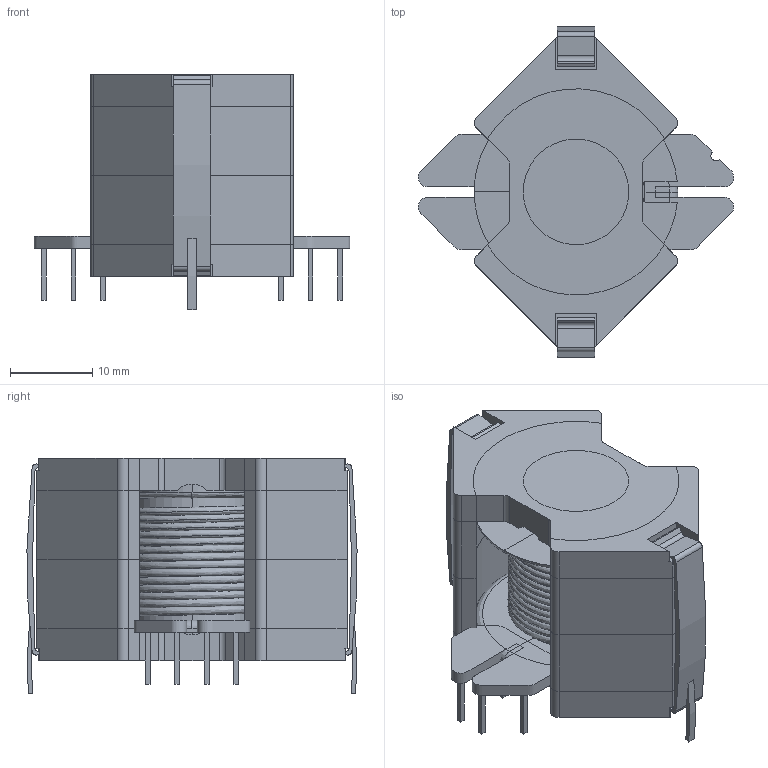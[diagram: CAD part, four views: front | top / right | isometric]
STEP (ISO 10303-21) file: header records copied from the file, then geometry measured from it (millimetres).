
FILE_DESCRIPTION(/* description */ (''),/* implementation_level */ '2;1');
FILE_NAME(/* name */ 'RM12 compleet',/* time_stamp */ '2010-09-12T13:38:36+02:00',/* author */ (''),/* organization */ (''),/* preprocessor_version */ 'ST-DEVELOPER v10',/* originating_system */ '',/* authorisation */ '');
FILE_SCHEMA (('AUTOMOTIVE_DESIGN'));
Length unit declared in the file: millimetre
Products named in the file (1): 1
Bounding box: 38.24 x 40.03 x 28.6 mm (x, y, z)
Volume: 14686.5 mm3; surface area: 15548 mm2
Topology: 32 solids, 99 shells, 369 faces, 1047 edges, 785 vertices
Faces by surface type: bspline 369
Entity records: 21384 total; most frequent: CARTESIAN_POINT 14540, ORIENTED_EDGE 1744, EDGE_CURVE 1031, B_SPLINE_CURVE_WITH_KNOTS 853, VERTEX_POINT 785, EDGE_LOOP 379, ADVANCED_FACE 369, FACE_OUTER_BOUND 369
